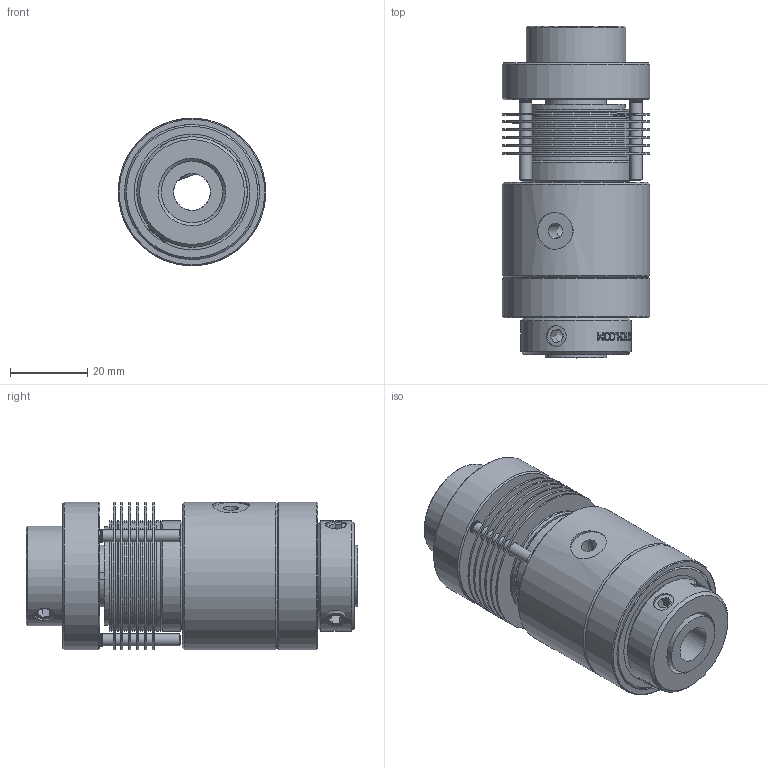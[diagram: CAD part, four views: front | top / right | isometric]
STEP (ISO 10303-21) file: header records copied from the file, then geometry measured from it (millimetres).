
FILE_DESCRIPTION((''),'2;1');
FILE_NAME('AAS24-6.stp','2013-03-19T13:43:47',('todlob'),(''),'Autodesk Inventor 2011','Autodesk Inventor 2011','');
FILE_SCHEMA(('AUTOMOTIVE_DESIGN { 1 0 10303 214 1 1 1 1 }'));
Length unit declared in the file: inch
Products named in the file (19): AAS24-6 (LevelofDetail1); A2411BB; S2419; S2415; S2421; S2413; S2438; A2464BB; A2450BB; A2454BB; A2458; A2056; A2417BB; A24-BEARING; S2409-6; S2423; Hexagon Socket Set Screw - Flat Point - Inch 1/4-28 UNF x 0.38; Hexagon Socket Set Screw - Flat Point - Inch 1/4-28 UNF x 0.25; Type A - Hexagon Socket Set Screw - Cup Point - Inch 1/4-28 UNF x 0.25
Assembly tree (43 placements, depth 2):
  AAS24-6 (LevelofDetail1)
    A2411BB
    S2419
    S2415  x6
    S2421  x12
    S2413  x6
    S2438
    A2464BB
    A2450BB
    A2454BB
    A2458
    A2056
    A2417BB
    A24-BEARING  x2
    S2409-6
    S2423  x3
    Hexagon Socket Set Screw - Flat Point - Inch 1/4-28 UNF x 0.38
    Hexagon Socket Set Screw - Flat Point - Inch 1/4-28 UNF x 0.25
    Type A - Hexagon Socket Set Screw - Cup Point - Inch 1/4-28 UNF x 0.25  x2
Bounding box: 38.09 x 85.72 x 38.09 mm (x, y, z)
Volume: 67789.8 mm3; surface area: 62280.4 mm2
Topology: 43 solids, 43 shells, 1659 faces, 3902 edges, 2586 vertices
Faces by surface type: plane 1360, cylinder 152, bspline 100, cone 45, torus 2
Full cylindrical faces by diameter (mm): 2.362 x1, 3.175 x3, 3.2 x3, 3.658 x18, 3.962 x2, 5.156 x2, 5.41 x2, 6.35 x4, 9.525 x3, 12.7 x2, 15.85 x1, 15.875 x3, 15.9 x1, 16.637 x1, 16.891 x1, 19.05 x2, 19.126 x12, 19.177 x1, 19.456 x1, 20.625 x6, 22.352 x1, 23.368 x4, 25.4 x3, 25.781 x1, 28.575 x21, 29.845 x4, 32.004 x1, 34.849 x1, 34.9 x2, 34.925 x2
Entity records: 46269 total; most frequent: CARTESIAN_POINT 28935, ORIENTED_EDGE 3372, DIRECTION 3160, EDGE_CURVE 1686, VERTEX_POINT 1168, AXIS2_PLACEMENT_3D 1061, VECTOR 1038, LINE 1038
